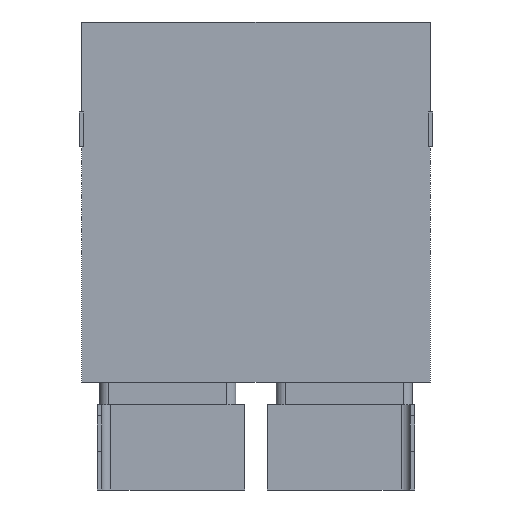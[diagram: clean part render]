
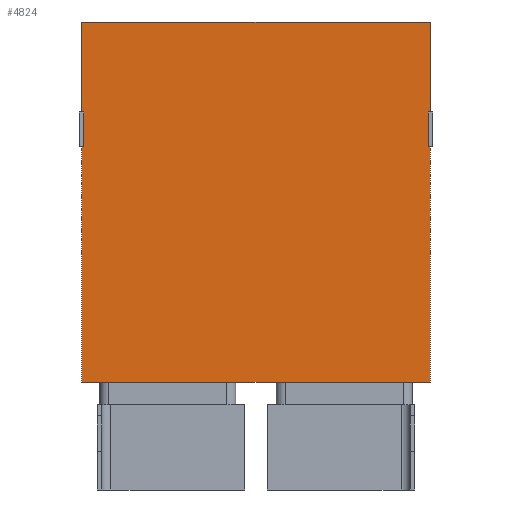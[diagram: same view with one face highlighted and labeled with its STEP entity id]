
A CAD part, front view. The second image highlights one B-rep face of the part: STEP entity #4824.
In plain terms, the highlighted planar face has unit normal (0, -1, 0).
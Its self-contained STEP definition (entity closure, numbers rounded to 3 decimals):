
#80 = VERTEX_POINT ( 'NONE', #5980 ) ;
#283 = DIRECTION ( 'NONE',  ( 1., 0., 0. ) ) ;
#328 = LINE ( 'NONE', #3768, #4210 ) ;
#426 = VECTOR ( 'NONE', #1080, 1000. ) ;
#891 = EDGE_CURVE ( 'NONE', #5021, #80, #1661, .T. ) ;
#1080 = DIRECTION ( 'NONE',  ( 1., 0., 0. ) ) ;
#1356 = EDGE_LOOP ( 'NONE', ( #3973, #5157, #3037, #1479 ) ) ;
#1479 = ORIENTED_EDGE ( 'NONE', *, *, #5955, .T. ) ;
#1496 = VERTEX_POINT ( 'NONE', #3561 ) ;
#1661 = LINE ( 'NONE', #3502, #426 ) ;
#1927 = CARTESIAN_POINT ( 'NONE',  ( 7.75, -3.15, -16. ) ) ;
#2019 = AXIS2_PLACEMENT_3D ( 'NONE', #5035, #3454, #283 ) ;
#2638 = VERTEX_POINT ( 'NONE', #4590 ) ;
#2882 = VECTOR ( 'NONE', #5215, 1000. ) ;
#2891 = EDGE_CURVE ( 'NONE', #5021, #2638, #328, .T. ) ;
#3037 = ORIENTED_EDGE ( 'NONE', *, *, #891, .T. ) ;
#3060 = CARTESIAN_POINT ( 'NONE',  ( -7.75, -3.15, -16. ) ) ;
#3454 = DIRECTION ( 'NONE',  ( 0., -1., 0. ) ) ;
#3502 = CARTESIAN_POINT ( 'NONE',  ( -7.75, -3.15, -16. ) ) ;
#3561 = CARTESIAN_POINT ( 'NONE',  ( 7.75, -3.15, 0. ) ) ;
#3768 = CARTESIAN_POINT ( 'NONE',  ( -7.75, -3.15, -16. ) ) ;
#3973 = ORIENTED_EDGE ( 'NONE', *, *, #5057, .F. ) ;
#4210 = VECTOR ( 'NONE', #6438, 1000. ) ;
#4501 = PLANE ( 'NONE',  #2019 ) ;
#4590 = CARTESIAN_POINT ( 'NONE',  ( -7.75, -3.15, 0. ) ) ;
#4691 = CARTESIAN_POINT ( 'NONE',  ( -7.75, -3.15, 0. ) ) ;
#4824 = ADVANCED_FACE ( 'NONE', ( #5615 ), #4501, .T. ) ;
#5021 = VERTEX_POINT ( 'NONE', #3060 ) ;
#5035 = CARTESIAN_POINT ( 'NONE',  ( -7.75, -3.15, -16. ) ) ;
#5057 = EDGE_CURVE ( 'NONE', #2638, #1496, #5705, .T. ) ;
#5089 = DIRECTION ( 'NONE',  ( 0., 0., 1. ) ) ;
#5157 = ORIENTED_EDGE ( 'NONE', *, *, #2891, .F. ) ;
#5215 = DIRECTION ( 'NONE',  ( 1., 0., 0. ) ) ;
#5615 = FACE_OUTER_BOUND ( 'NONE', #1356, .T. ) ;
#5705 = LINE ( 'NONE', #4691, #2882 ) ;
#5857 = VECTOR ( 'NONE', #5089, 1000. ) ;
#5955 = EDGE_CURVE ( 'NONE', #80, #1496, #6025, .T. ) ;
#5980 = CARTESIAN_POINT ( 'NONE',  ( 7.75, -3.15, -16. ) ) ;
#6025 = LINE ( 'NONE', #1927, #5857 ) ;
#6438 = DIRECTION ( 'NONE',  ( 0., 0., 1. ) ) ;
